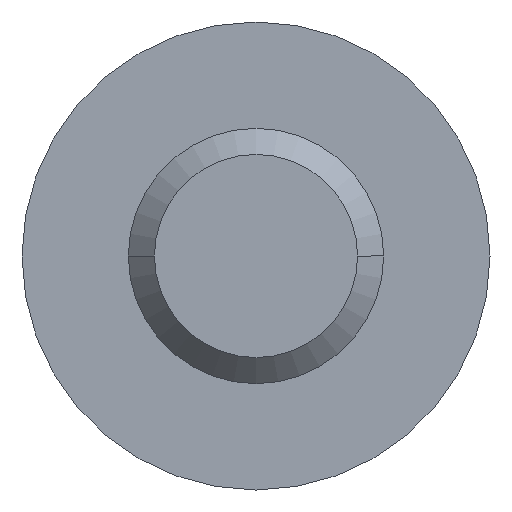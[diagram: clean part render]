
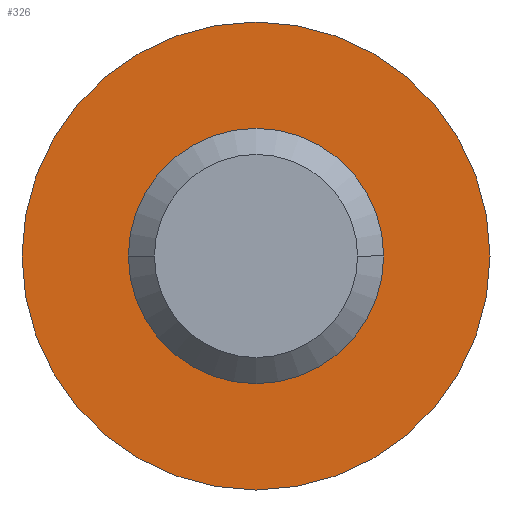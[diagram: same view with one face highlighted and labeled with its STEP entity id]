
A CAD part, front view. The second image highlights one B-rep face of the part: STEP entity #326.
In plain terms, the highlighted planar face has unit normal (0, -1, 0).
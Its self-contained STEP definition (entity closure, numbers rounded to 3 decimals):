
#2 = DIRECTION ( 'NONE',  ( 1., 0., 0. ) ) ;
#4 = ORIENTED_EDGE ( 'NONE', *, *, #274, .T. ) ;
#10 = CARTESIAN_POINT ( 'NONE',  ( -2.75, 5., 0. ) ) ;
#26 = AXIS2_PLACEMENT_3D ( 'NONE', #97, #432, #2 ) ;
#28 = DIRECTION ( 'NONE',  ( 0., 1., 0. ) ) ;
#32 = FACE_OUTER_BOUND ( 'NONE', #342, .T. ) ;
#40 = VERTEX_POINT ( 'NONE', #453 ) ;
#58 = CIRCLE ( 'NONE', #26, 1.5 ) ;
#68 = AXIS2_PLACEMENT_3D ( 'NONE', #287, #328, #113 ) ;
#79 = FACE_BOUND ( 'NONE', #128, .T. ) ;
#97 = CARTESIAN_POINT ( 'NONE',  ( 0., 5., 0. ) ) ;
#113 = DIRECTION ( 'NONE',  ( 1., 0., 0. ) ) ;
#128 = EDGE_LOOP ( 'NONE', ( #349, #396 ) ) ;
#166 = EDGE_CURVE ( 'NONE', #227, #560, #465, .T. ) ;
#178 = VERTEX_POINT ( 'NONE', #268 ) ;
#197 = DIRECTION ( 'NONE',  ( 0., -1., 0. ) ) ;
#211 = PLANE ( 'NONE',  #270 ) ;
#227 = VERTEX_POINT ( 'NONE', #10 ) ;
#268 = CARTESIAN_POINT ( 'NONE',  ( 1.5, 5., 0. ) ) ;
#270 = AXIS2_PLACEMENT_3D ( 'NONE', #384, #28, #507 ) ;
#274 = EDGE_CURVE ( 'NONE', #560, #227, #415, .T. ) ;
#277 = DIRECTION ( 'NONE',  ( 0., -1., 0. ) ) ;
#285 = EDGE_CURVE ( 'NONE', #178, #40, #314, .T. ) ;
#287 = CARTESIAN_POINT ( 'NONE',  ( 0., 5., 0. ) ) ;
#314 = CIRCLE ( 'NONE', #68, 1.5 ) ;
#320 = CARTESIAN_POINT ( 'NONE',  ( 2.75, 5., 0. ) ) ;
#326 = ADVANCED_FACE ( 'NONE', ( #79, #32 ), #211, .F. ) ;
#328 = DIRECTION ( 'NONE',  ( 0., -1., 0. ) ) ;
#342 = EDGE_LOOP ( 'NONE', ( #4, #392 ) ) ;
#349 = ORIENTED_EDGE ( 'NONE', *, *, #361, .F. ) ;
#361 = EDGE_CURVE ( 'NONE', #40, #178, #58, .T. ) ;
#366 = CARTESIAN_POINT ( 'NONE',  ( 0., 5., 0. ) ) ;
#384 = CARTESIAN_POINT ( 'NONE',  ( 0., 5., 0. ) ) ;
#392 = ORIENTED_EDGE ( 'NONE', *, *, #166, .T. ) ;
#396 = ORIENTED_EDGE ( 'NONE', *, *, #285, .F. ) ;
#397 = AXIS2_PLACEMENT_3D ( 'NONE', #476, #277, #521 ) ;
#415 = CIRCLE ( 'NONE', #552, 2.75 ) ;
#432 = DIRECTION ( 'NONE',  ( 0., -1., 0. ) ) ;
#453 = CARTESIAN_POINT ( 'NONE',  ( -1.5, 5., 0. ) ) ;
#465 = CIRCLE ( 'NONE', #397, 2.75 ) ;
#476 = CARTESIAN_POINT ( 'NONE',  ( 0., 5., 0. ) ) ;
#507 = DIRECTION ( 'NONE',  ( -1., 0., 0. ) ) ;
#521 = DIRECTION ( 'NONE',  ( -1., 0., 0. ) ) ;
#536 = DIRECTION ( 'NONE',  ( -1., 0., 0. ) ) ;
#552 = AXIS2_PLACEMENT_3D ( 'NONE', #366, #197, #536 ) ;
#560 = VERTEX_POINT ( 'NONE', #320 ) ;
